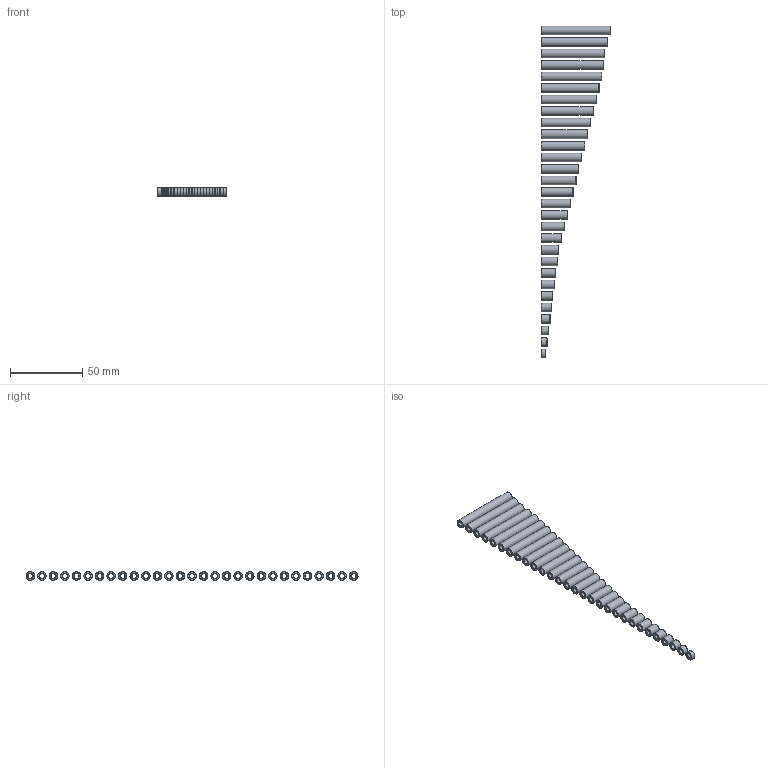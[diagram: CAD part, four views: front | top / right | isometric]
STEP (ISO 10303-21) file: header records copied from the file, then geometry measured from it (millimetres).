
FILE_DESCRIPTION( ( '' ), ' ' );
FILE_NAME( '5a2add505214870eedd3e879.step', '2017-12-08T18:43:28', ( '' ), ( '' ), ' ', ' ', ' ' );
FILE_SCHEMA( ( 'AUTOMOTIVE_DESIGN { 1 0 10303 214 1 1 1 1 }' ) );
Length unit declared in the file: metre
Products named in the file (29): 1501-0006-0048 NT; 1501-0006-0046 NT; 1501-0006-0044 NT; 1501-0006-0043 NT; 1501-0006-0042 NT; 1501-0006-0040 NT; 1501-0006-0038 NT; 1501-0006-0036 NT; 1501-0006-0034 NT; 1501-0006-0032 NT; 1501-0006-0030 NT; 1501-0006-0028 NT; 1501-0006-0026 NT; 1501-0006-0024 NT; 1501-0006-0022 NT; 1501-0006-0020 NT; 1501-0006-0018 NT; 1501-0006-0016 NT; 1501-0006-0014 NT; 1501-0006-0012 NT; 1501-0006-0011 NT; 1501-0006-0010 NT; 1501-0006-0009 NT; 1501-0006-0008 NT; 1501-0006-0007 NT; 1501-0006-0006 NT; 1501-0006-0005 NT; 1501-0006-0004 NT; 1501-0006-0003 NT
Bounding box: 48 x 229.95 x 5.95 mm (x, y, z)
Volume: 12969.6 mm3; surface area: 20582.7 mm2
Topology: 29 solids, 29 shells, 232 faces, 434 edges, 260 vertices
Faces by surface type: cone 116, cylinder 58, plane 58
Full cylindrical faces by diameter (mm): 3.3 x29, 5.95 x29
Entity records: 6912 total; most frequent: DIRECTION 986, CARTESIAN_POINT 725, AXIS2_PLACEMENT_3D 493, EDGE_LOOP 464, ORIENTED_EDGE 464, FACE_OUTER_BOUND 290, STYLED_ITEM 232, PRESENTATION_STYLE_ASSIGNMENT 232
